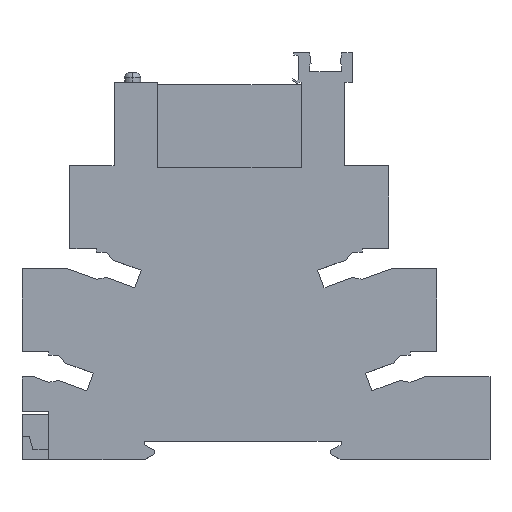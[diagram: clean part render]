
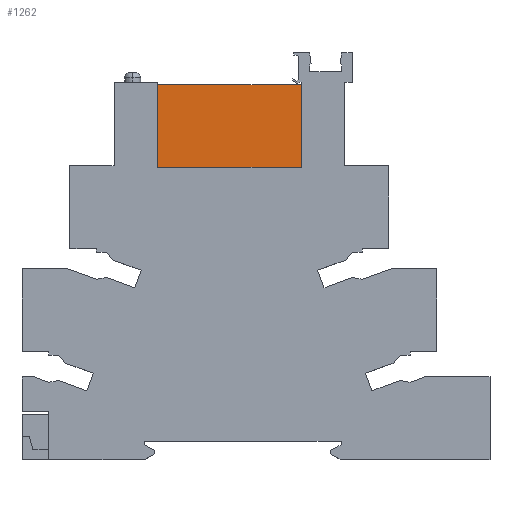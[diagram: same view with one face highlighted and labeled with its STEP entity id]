
A CAD part, top view. The second image highlights one B-rep face of the part: STEP entity #1262.
In plain terms, the highlighted planar face has unit normal (0, 0, 1).
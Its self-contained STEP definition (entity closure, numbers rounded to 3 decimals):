
#415 = EDGE_LOOP ( 'NONE', ( #2080, #653, #3222, #1780 ) ) ;
#653 = ORIENTED_EDGE ( 'NONE', *, *, #901, .T. ) ;
#783 = EDGE_CURVE ( 'NONE', #980, #1750, #2949, .T. ) ;
#901 = EDGE_CURVE ( 'NONE', #980, #1163, #2843, .T. ) ;
#980 = VERTEX_POINT ( 'NONE', #1644 ) ;
#1028 = EDGE_CURVE ( 'NONE', #1163, #3472, #2520, .T. ) ;
#1163 = VERTEX_POINT ( 'NONE', #2867 ) ;
#1180 = EDGE_CURVE ( 'NONE', #3472, #1750, #2350, .T. ) ;
#1262 = ADVANCED_FACE ( 'NONE', ( #2112 ), #3091, .F. ) ;
#1430 = DIRECTION ( 'NONE',  ( 1., 0., 0. ) ) ;
#1644 = CARTESIAN_POINT ( 'NONE',  ( 25.5, -0.5, 5.5 ) ) ;
#1750 = VERTEX_POINT ( 'NONE', #1864 ) ;
#1780 = ORIENTED_EDGE ( 'NONE', *, *, #1180, .T. ) ;
#1852 = CARTESIAN_POINT ( 'NONE',  ( 25.5, -0.5, 5.5 ) ) ;
#1864 = CARTESIAN_POINT ( 'NONE',  ( 52.5, -0.5, 5.5 ) ) ;
#2080 = ORIENTED_EDGE ( 'NONE', *, *, #783, .F. ) ;
#2112 = FACE_OUTER_BOUND ( 'NONE', #415, .T. ) ;
#2203 = CARTESIAN_POINT ( 'NONE',  ( 25.5, 0., 5.5 ) ) ;
#2222 = DIRECTION ( 'NONE',  ( 0., -1., 0. ) ) ;
#2286 = VECTOR ( 'NONE', #2898, 1000. ) ;
#2350 = LINE ( 'NONE', #2919, #2286 ) ;
#2506 = VECTOR ( 'NONE', #2656, 1000. ) ;
#2520 = LINE ( 'NONE', #2658, #2506 ) ;
#2656 = DIRECTION ( 'NONE',  ( 1., 0., 0. ) ) ;
#2658 = CARTESIAN_POINT ( 'NONE',  ( 25.5, -16., 5.5 ) ) ;
#2769 = VECTOR ( 'NONE', #2222, 1000. ) ;
#2843 = LINE ( 'NONE', #2203, #2769 ) ;
#2867 = CARTESIAN_POINT ( 'NONE',  ( 25.5, -16., 5.5 ) ) ;
#2898 = DIRECTION ( 'NONE',  ( 0., 1., 0. ) ) ;
#2919 = CARTESIAN_POINT ( 'NONE',  ( 52.5, 0., 5.5 ) ) ;
#2937 = VECTOR ( 'NONE', #1430, 1000. ) ;
#2949 = LINE ( 'NONE', #1852, #2937 ) ;
#3091 = PLANE ( 'NONE',  #4092 ) ;
#3097 = DIRECTION ( 'NONE',  ( 0., 0., -1. ) ) ;
#3099 = CARTESIAN_POINT ( 'NONE',  ( 0., 0., 5.5 ) ) ;
#3103 = DIRECTION ( 'NONE',  ( -1., 0., 0. ) ) ;
#3222 = ORIENTED_EDGE ( 'NONE', *, *, #1028, .T. ) ;
#3331 = CARTESIAN_POINT ( 'NONE',  ( 52.5, -16., 5.5 ) ) ;
#3472 = VERTEX_POINT ( 'NONE', #3331 ) ;
#4092 = AXIS2_PLACEMENT_3D ( 'NONE', #3099, #3097, #3103 ) ;
